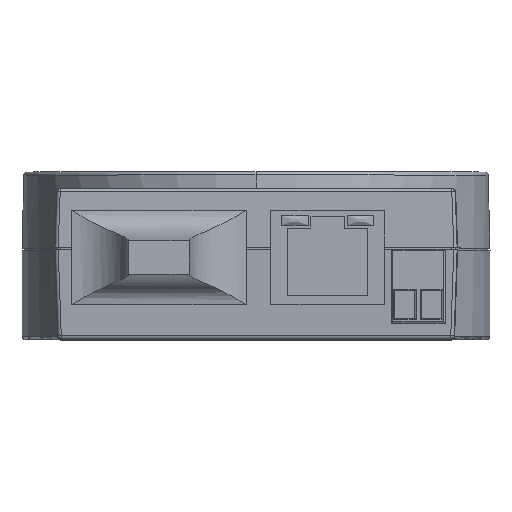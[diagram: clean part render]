
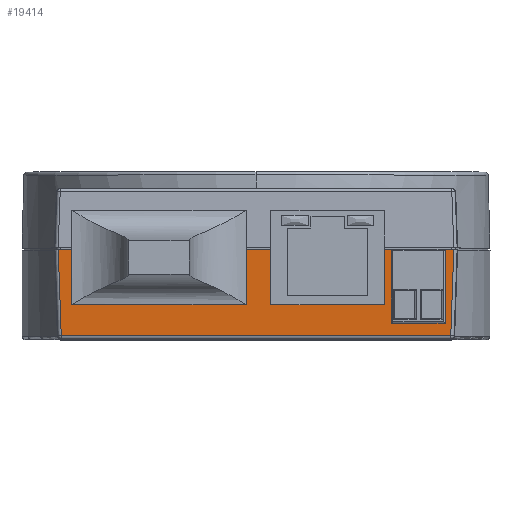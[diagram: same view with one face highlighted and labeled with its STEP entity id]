
A CAD part, top view. The second image highlights one B-rep face of the part: STEP entity #19414.
In plain terms, the highlighted planar face has unit normal (0, -0.035, 0.999).
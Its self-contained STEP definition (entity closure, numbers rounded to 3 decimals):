
#7916 = CARTESIAN_POINT ( 'NONE',  ( 2.2, -0.15, 50.995 ) ) ;
#8006 = CARTESIAN_POINT ( 'NONE',  ( 29.495, -0.15, 50.995 ) ) ;
#8007 = DIRECTION ( 'NONE',  ( 1., 0., 0. ) ) ;
#8008 = VECTOR ( 'NONE', #8007, 1000. ) ;
#8009 = CARTESIAN_POINT ( 'NONE',  ( 30., -0.15, 50.995 ) ) ;
#8010 = LINE ( 'NONE', #8009, #8008 ) ;
#8011 = CARTESIAN_POINT ( 'NONE',  ( 28.2, -0.15, 50.995 ) ) ;
#8027 = CARTESIAN_POINT ( 'NONE',  ( 20.2, -0.15, 50.995 ) ) ;
#8028 = DIRECTION ( 'NONE',  ( 1., 0., 0. ) ) ;
#8029 = VECTOR ( 'NONE', #8028, 1000. ) ;
#8030 = CARTESIAN_POINT ( 'NONE',  ( 30., -0.15, 50.995 ) ) ;
#8031 = LINE ( 'NONE', #8030, #8029 ) ;
#8032 = CARTESIAN_POINT ( 'NONE',  ( 19.2, -0.15, 50.995 ) ) ;
#8218 = LINE ( 'NONE', #8253, #8252 ) ;
#8219 = CARTESIAN_POINT ( 'NONE',  ( -29.495, -0.15, 50.995 ) ) ;
#8251 = DIRECTION ( 'NONE',  ( 1., 0., 0. ) ) ;
#8252 = VECTOR ( 'NONE', #8251, 1000. ) ;
#8253 = CARTESIAN_POINT ( 'NONE',  ( 30., -0.15, 50.995 ) ) ;
#8557 = DIRECTION ( 'NONE',  ( 0., -0.999, -0.035 ) ) ;
#8558 = VECTOR ( 'NONE', #8557, 1000. ) ;
#8559 = CARTESIAN_POINT ( 'NONE',  ( 19.2, 0., 51. ) ) ;
#8560 = LINE ( 'NONE', #8559, #8558 ) ;
#8561 = DIRECTION ( 'NONE',  ( 0., 0.999, 0.035 ) ) ;
#8562 = VECTOR ( 'NONE', #8561, 1000. ) ;
#8563 = CARTESIAN_POINT ( 'NONE',  ( 20.2, 0., 51. ) ) ;
#8564 = LINE ( 'NONE', #8563, #8562 ) ;
#8565 = CARTESIAN_POINT ( 'NONE',  ( 20.2, -11.15, 50.611 ) ) ;
#8566 = DIRECTION ( 'NONE',  ( -1., 0., 0. ) ) ;
#8567 = VECTOR ( 'NONE', #8566, 1000. ) ;
#8568 = CARTESIAN_POINT ( 'NONE',  ( 30., -11.15, 50.611 ) ) ;
#8569 = LINE ( 'NONE', #8568, #8567 ) ;
#8581 = FACE_OUTER_BOUND ( 'NONE', #19415, .T. ) ;
#8591 = CARTESIAN_POINT ( 'NONE',  ( 28.2, -11.15, 50.611 ) ) ;
#8592 = DIRECTION ( 'NONE',  ( 0., -0.999, -0.035 ) ) ;
#8593 = VECTOR ( 'NONE', #8592, 1000. ) ;
#8594 = CARTESIAN_POINT ( 'NONE',  ( 28.2, 0., 51. ) ) ;
#8595 = LINE ( 'NONE', #8594, #8593 ) ;
#8596 = DIRECTION ( 'NONE',  ( 0.035, 0.999, 0.035 ) ) ;
#8597 = VECTOR ( 'NONE', #8596, 1000. ) ;
#8598 = CARTESIAN_POINT ( 'NONE',  ( 29.501, 0.017, 51.001 ) ) ;
#8599 = LINE ( 'NONE', #8598, #8597 ) ;
#8600 = CARTESIAN_POINT ( 'NONE',  ( 29.046, -13.017, 50.545 ) ) ;
#8601 = DIRECTION ( 'NONE',  ( 1., 0., 0. ) ) ;
#8602 = VECTOR ( 'NONE', #8601, 1000. ) ;
#8603 = CARTESIAN_POINT ( 'NONE',  ( 29.529, -13.017, 50.545 ) ) ;
#8604 = LINE ( 'NONE', #8603, #8602 ) ;
#8605 = CARTESIAN_POINT ( 'NONE',  ( -29.046, -13.017, 50.545 ) ) ;
#8606 = DIRECTION ( 'NONE',  ( 0.035, -0.999, -0.035 ) ) ;
#8607 = VECTOR ( 'NONE', #8606, 1000. ) ;
#8608 = CARTESIAN_POINT ( 'NONE',  ( -29.428, -2.073, 50.928 ) ) ;
#8609 = LINE ( 'NONE', #8608, #8607 ) ;
#8621 = DIRECTION ( 'NONE',  ( 0., 0.999, 0.035 ) ) ;
#8622 = VECTOR ( 'NONE', #8621, 1000. ) ;
#8623 = CARTESIAN_POINT ( 'NONE',  ( 2.2, 0., 51. ) ) ;
#8624 = LINE ( 'NONE', #8623, #8622 ) ;
#8625 = CARTESIAN_POINT ( 'NONE',  ( 2.2, -8.36, 50.708 ) ) ;
#8626 = CARTESIAN_POINT ( 'NONE',  ( 19.2, -8.36, 50.708 ) ) ;
#8627 = DIRECTION ( 'NONE',  ( -1., 0., 0. ) ) ;
#8628 = VECTOR ( 'NONE', #8627, 1000. ) ;
#8629 = CARTESIAN_POINT ( 'NONE',  ( 30., -8.36, 50.708 ) ) ;
#8630 = LINE ( 'NONE', #8629, #8628 ) ;
#8631 = DIRECTION ( 'NONE',  ( 0., -0.999, -0.035 ) ) ;
#8632 = DIRECTION ( 'NONE',  ( 0., -0.035, 0.999 ) ) ;
#8633 = CARTESIAN_POINT ( 'NONE',  ( 30., 0., 51. ) ) ;
#8634 = AXIS2_PLACEMENT_3D ( 'NONE', #8633, #8632, #8631 ) ;
#8635 = PLANE ( 'NONE',  #8634 ) ;
#19104 = VERTEX_POINT ( 'NONE', #7916 ) ;
#19144 = VERTEX_POINT ( 'NONE', #8011 ) ;
#19146 = EDGE_CURVE ( 'NONE', #19144, #19147, #8010, .T. ) ;
#19147 = VERTEX_POINT ( 'NONE', #8006 ) ;
#19162 = VERTEX_POINT ( 'NONE', #8032 ) ;
#19164 = EDGE_CURVE ( 'NONE', #19162, #19165, #8031, .T. ) ;
#19165 = VERTEX_POINT ( 'NONE', #8027 ) ;
#19199 = VERTEX_POINT ( 'NONE', #8219 ) ;
#19201 = EDGE_CURVE ( 'NONE', #19199, #19104, #8218, .T. ) ;
#19381 = ORIENTED_EDGE ( 'NONE', *, *, #19382, .T. ) ;
#19382 = EDGE_CURVE ( 'NONE', #19407, #19383, #8569, .T. ) ;
#19383 = VERTEX_POINT ( 'NONE', #8565 ) ;
#19384 = ORIENTED_EDGE ( 'NONE', *, *, #19385, .T. ) ;
#19385 = EDGE_CURVE ( 'NONE', #19383, #19165, #8564, .T. ) ;
#19386 = ORIENTED_EDGE ( 'NONE', *, *, #19164, .F. ) ;
#19387 = ORIENTED_EDGE ( 'NONE', *, *, #19388, .T. ) ;
#19388 = EDGE_CURVE ( 'NONE', #19162, #19418, #8560, .T. ) ;
#19395 = ORIENTED_EDGE ( 'NONE', *, *, #19201, .F. ) ;
#19396 = ORIENTED_EDGE ( 'NONE', *, *, #19397, .T. ) ;
#19397 = EDGE_CURVE ( 'NONE', #19199, #19398, #8609, .T. ) ;
#19398 = VERTEX_POINT ( 'NONE', #8605 ) ;
#19399 = ORIENTED_EDGE ( 'NONE', *, *, #19400, .T. ) ;
#19400 = EDGE_CURVE ( 'NONE', #19398, #19401, #8604, .T. ) ;
#19401 = VERTEX_POINT ( 'NONE', #8600 ) ;
#19402 = ORIENTED_EDGE ( 'NONE', *, *, #19403, .T. ) ;
#19403 = EDGE_CURVE ( 'NONE', #19401, #19147, #8599, .T. ) ;
#19404 = ORIENTED_EDGE ( 'NONE', *, *, #19146, .F. ) ;
#19405 = ORIENTED_EDGE ( 'NONE', *, *, #19406, .T. ) ;
#19406 = EDGE_CURVE ( 'NONE', #19144, #19407, #8595, .T. ) ;
#19407 = VERTEX_POINT ( 'NONE', #8591 ) ;
#19414 = ADVANCED_FACE ( 'NONE', ( #8581 ), #8635, .T. ) ;
#19415 = EDGE_LOOP ( 'NONE', ( #19416, #19420, #19395, #19396, #19399, #19402, #19404, #19405, #19381, #19384, #19386, #19387 ) ) ;
#19416 = ORIENTED_EDGE ( 'NONE', *, *, #19417, .T. ) ;
#19417 = EDGE_CURVE ( 'NONE', #19418, #19419, #8630, .T. ) ;
#19418 = VERTEX_POINT ( 'NONE', #8626 ) ;
#19419 = VERTEX_POINT ( 'NONE', #8625 ) ;
#19420 = ORIENTED_EDGE ( 'NONE', *, *, #19421, .T. ) ;
#19421 = EDGE_CURVE ( 'NONE', #19419, #19104, #8624, .T. ) ;
